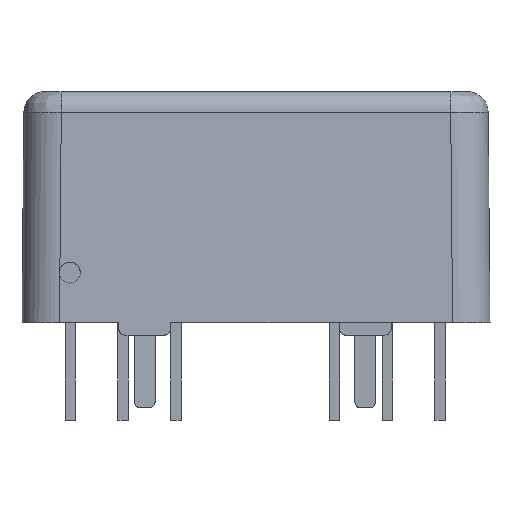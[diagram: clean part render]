
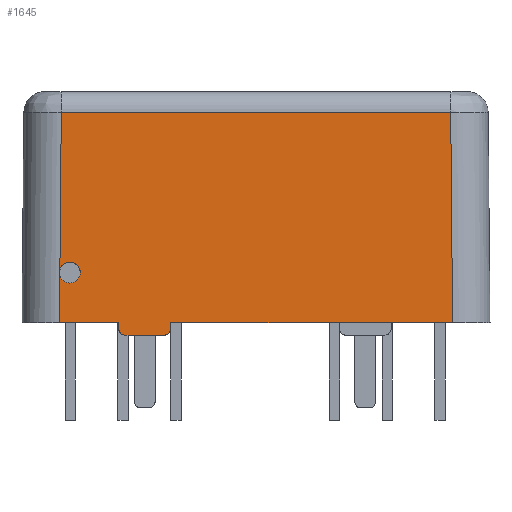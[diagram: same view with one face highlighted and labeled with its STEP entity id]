
A CAD part, front view. The second image highlights one B-rep face of the part: STEP entity #1645.
In plain terms, the highlighted planar face has unit normal (0, -1, 0.009).
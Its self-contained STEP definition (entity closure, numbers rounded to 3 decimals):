
#146=FACE_OUTER_BOUND('',#247,.T.);
#247=EDGE_LOOP('',(#1305,#1306,#1307,#1308,#1309,#1310,#1311,#1312,#1313,
#1314,#1315,#1316,#1317,#1318));
#306=ELLIPSE('',#1779,0.5,0.5);
#307=ELLIPSE('',#1780,0.3,0.3);
#308=ELLIPSE('',#1781,0.3,0.3);
#423=LINE('',#2659,#602);
#426=LINE('',#2759,#605);
#428=LINE('',#2765,#607);
#429=LINE('',#2769,#608);
#430=LINE('',#2771,#609);
#431=LINE('',#2773,#610);
#432=LINE('',#2777,#611);
#433=LINE('',#2781,#612);
#434=LINE('',#2783,#613);
#435=LINE('',#2785,#614);
#436=LINE('',#2786,#615);
#602=VECTOR('',#2094,18.724);
#605=VECTOR('',#2113,10.109);
#607=VECTOR('',#2119,7.562);
#608=VECTOR('',#2122,2.261);
#609=VECTOR('',#2123,2.85);
#610=VECTOR('',#2124,0.3);
#611=VECTOR('',#2127,1.9);
#612=VECTOR('',#2130,0.3);
#613=VECTOR('',#2131,8.1);
#614=VECTOR('',#2132,2.5);
#615=VECTOR('',#2133,2.95);
#754=VERTEX_POINT('',#2643);
#758=VERTEX_POINT('',#2655);
#764=VERTEX_POINT('',#2758);
#766=VERTEX_POINT('',#2764);
#767=VERTEX_POINT('',#2766);
#768=VERTEX_POINT('',#2768);
#769=VERTEX_POINT('',#2770);
#770=VERTEX_POINT('',#2772);
#771=VERTEX_POINT('',#2774);
#772=VERTEX_POINT('',#2776);
#773=VERTEX_POINT('',#2778);
#774=VERTEX_POINT('',#2780);
#775=VERTEX_POINT('',#2782);
#776=VERTEX_POINT('',#2784);
#948=EDGE_CURVE('',#754,#758,#423,.T.);
#957=EDGE_CURVE('',#758,#764,#426,.T.);
#960=EDGE_CURVE('',#754,#766,#428,.T.);
#961=EDGE_CURVE('',#766,#767,#306,.T.);
#962=EDGE_CURVE('',#767,#768,#429,.T.);
#963=EDGE_CURVE('',#768,#769,#430,.T.);
#964=EDGE_CURVE('',#770,#769,#431,.T.);
#965=EDGE_CURVE('',#770,#771,#307,.T.);
#966=EDGE_CURVE('',#771,#772,#432,.T.);
#967=EDGE_CURVE('',#773,#772,#308,.T.);
#968=EDGE_CURVE('',#773,#774,#433,.F.);
#969=EDGE_CURVE('',#774,#775,#434,.T.);
#970=EDGE_CURVE('',#776,#775,#435,.T.);
#971=EDGE_CURVE('',#776,#764,#436,.T.);
#1305=ORIENTED_EDGE('',*,*,#948,.F.);
#1306=ORIENTED_EDGE('',*,*,#960,.T.);
#1307=ORIENTED_EDGE('',*,*,#961,.T.);
#1308=ORIENTED_EDGE('',*,*,#962,.T.);
#1309=ORIENTED_EDGE('',*,*,#963,.T.);
#1310=ORIENTED_EDGE('',*,*,#964,.F.);
#1311=ORIENTED_EDGE('',*,*,#965,.T.);
#1312=ORIENTED_EDGE('',*,*,#966,.T.);
#1313=ORIENTED_EDGE('',*,*,#967,.F.);
#1314=ORIENTED_EDGE('',*,*,#968,.T.);
#1315=ORIENTED_EDGE('',*,*,#969,.T.);
#1316=ORIENTED_EDGE('',*,*,#970,.F.);
#1317=ORIENTED_EDGE('',*,*,#971,.T.);
#1318=ORIENTED_EDGE('',*,*,#957,.F.);
#1557=PLANE('',#1778);
#1645=ADVANCED_FACE('',(#146),#1557,.T.);
#1778=AXIS2_PLACEMENT_3D('',#2763,#2117,#2118);
#1779=AXIS2_PLACEMENT_3D('',#2767,#2120,#2121);
#1780=AXIS2_PLACEMENT_3D('',#2775,#2125,#2126);
#1781=AXIS2_PLACEMENT_3D('',#2779,#2128,#2129);
#2094=DIRECTION('',(1.,0.,0.));
#2113=DIRECTION('',(0.009,-0.009,-1.));
#2117=DIRECTION('center_axis',(0.,-1.,
0.009));
#2118=DIRECTION('ref_axis',(0.,-0.009,-1.));
#2119=DIRECTION('',(-0.009,-0.009,-1.));
#2120=DIRECTION('center_axis',(0.,1.,-0.009));
#2121=DIRECTION('ref_axis',(0.,-0.009,-1.));
#2122=DIRECTION('',(-0.009,-0.009,-1.));
#2123=DIRECTION('',(1.,0.,0.));
#2124=DIRECTION('',(0.,0.009,1.));
#2125=DIRECTION('center_axis',(0.,-1.,
0.009));
#2126=DIRECTION('ref_axis',(0.,0.009,1.));
#2127=DIRECTION('',(1.,0.,0.));
#2128=DIRECTION('center_axis',(0.,1.,-0.009));
#2129=DIRECTION('ref_axis',(0.,0.009,1.));
#2130=DIRECTION('',(0.,-0.009,-1.));
#2131=DIRECTION('',(1.,0.,0.));
#2132=DIRECTION('',(-1.,0.,0.));
#2133=DIRECTION('',(1.,0.,0.));
#2643=CARTESIAN_POINT('',(-9.332,-4.892,10.709));
#2655=CARTESIAN_POINT('',(9.392,-4.892,10.709));
#2659=CARTESIAN_POINT('',(0.03,-4.892,10.709));
#2758=CARTESIAN_POINT('',(9.48,-4.98,0.6));
#2759=CARTESIAN_POINT('',(9.48,-4.98,0.584));
#2763=CARTESIAN_POINT('Origin',(-10.92,-4.98,0.6));
#2764=CARTESIAN_POINT('',(-9.398,-4.958,3.147));
#2765=CARTESIAN_POINT('',(-9.336,-4.896,10.209));
#2766=CARTESIAN_POINT('',(-9.4,-4.961,2.861));
#2767=CARTESIAN_POINT('Origin',(-8.92,-4.959,3.));
#2768=CARTESIAN_POINT('',(-9.42,-4.98,0.6));
#2769=CARTESIAN_POINT('',(-9.336,-4.896,10.209));
#2770=CARTESIAN_POINT('',(-6.57,-4.98,0.6));
#2771=CARTESIAN_POINT('',(10.98,-4.98,0.6));
#2772=CARTESIAN_POINT('',(-6.57,-4.983,0.3));
#2773=CARTESIAN_POINT('',(-6.57,-4.983,0.301));
#2774=CARTESIAN_POINT('',(-6.27,-4.986,0.));
#2775=CARTESIAN_POINT('Origin',(-6.27,-4.983,0.3));
#2776=CARTESIAN_POINT('',(-4.37,-4.986,0.));
#2777=CARTESIAN_POINT('',(-8.745,-4.986,0.));
#2778=CARTESIAN_POINT('',(-4.07,-4.983,0.3));
#2779=CARTESIAN_POINT('Origin',(-4.37,-4.983,0.3));
#2780=CARTESIAN_POINT('',(-4.07,-4.98,0.6));
#2781=CARTESIAN_POINT('',(-4.07,-4.983,0.301));
#2782=CARTESIAN_POINT('',(4.03,-4.98,0.6));
#2783=CARTESIAN_POINT('',(10.98,-4.98,0.6));
#2784=CARTESIAN_POINT('',(6.53,-4.98,0.6));
#2785=CARTESIAN_POINT('',(-2.195,-4.98,0.6));
#2786=CARTESIAN_POINT('',(10.98,-4.98,0.6));
